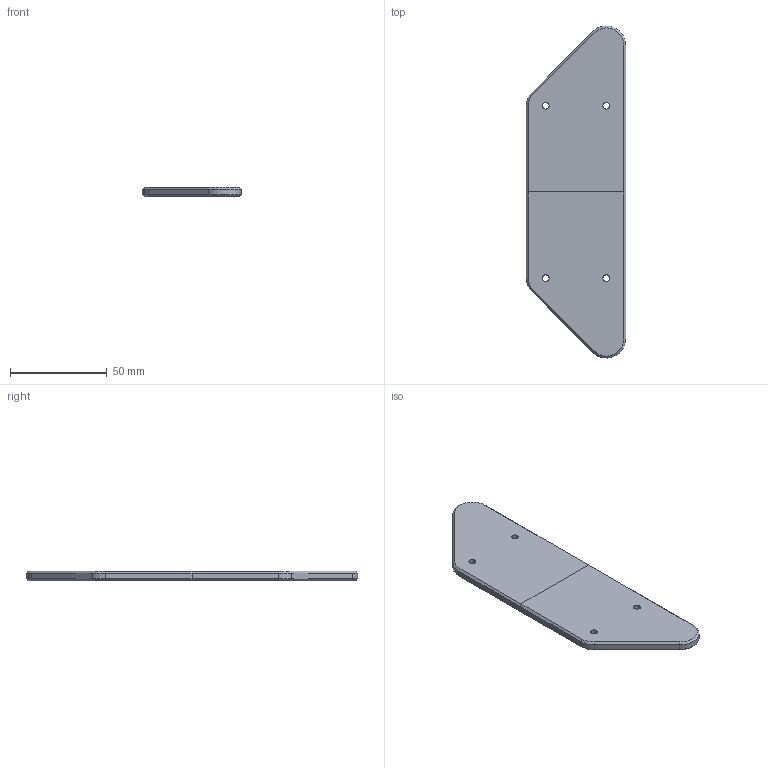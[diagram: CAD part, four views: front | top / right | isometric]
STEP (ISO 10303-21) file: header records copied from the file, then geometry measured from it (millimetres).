
FILE_DESCRIPTION(('FreeCAD Model'),'2;1');
FILE_NAME('Open CASCADE Shape Model','2023-09-21T10:12:32',('Author'),( ''),'Open CASCADE STEP processor 7.6','FreeCAD','Unknown');
FILE_SCHEMA(('AUTOMOTIVE_DESIGN { 1 0 10303 214 1 1 1 1 }'));
Length unit declared in the file: millimetre
Products named in the file (3): rail_part; Body015; Clone010 (Mirror #8)
Assembly tree (2 placements, depth 2):
  rail_part
    Body015
    Clone010 (Mirror #8)
Bounding box: 51.23 x 171.42 x 5 mm (x, y, z)
Volume: 36199.1 mm3; surface area: 16860.3 mm2
Topology: 2 solids, 2 shells, 40 faces, 92 edges, 56 vertices
Faces by surface type: plane 24, cylinder 8, cone 8
Full cylindrical faces by diameter (mm): 3.5 x4
Entity records: 1194 total; most frequent: DIRECTION 202, CARTESIAN_POINT 191, ORIENTED_EDGE 184, EDGE_CURVE 92, LINE 68, VECTOR 68, AXIS2_PLACEMENT_3D 67, VERTEX_POINT 56
